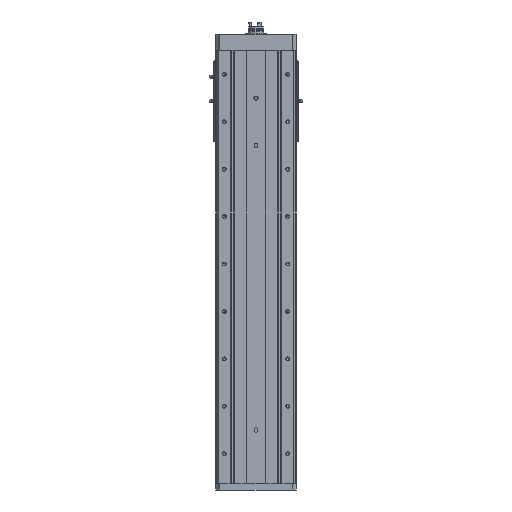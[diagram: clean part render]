
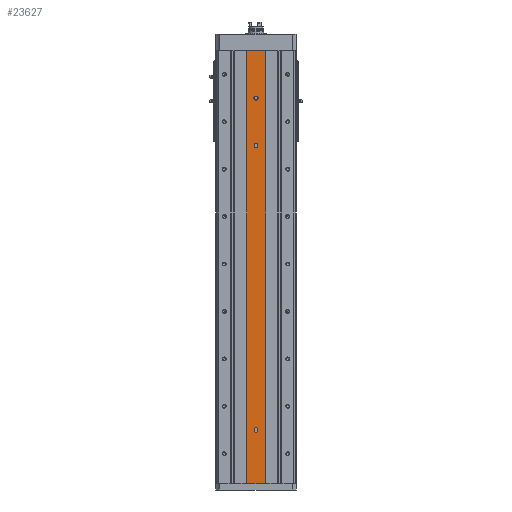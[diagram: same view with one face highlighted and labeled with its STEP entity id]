
A CAD part, front view. The second image highlights one B-rep face of the part: STEP entity #23627.
In plain terms, the highlighted planar face has unit normal (0, -1, 0).
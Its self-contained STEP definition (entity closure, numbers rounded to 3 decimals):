
#256=PLANE('',#25134);
#861=LINE('',#34396,#2255);
#943=LINE('',#34661,#2337);
#1082=LINE('',#35063,#2476);
#1083=LINE('',#35068,#2477);
#1084=LINE('',#35072,#2478);
#1085=LINE('',#35076,#2479);
#1086=LINE('',#35080,#2480);
#1087=LINE('',#35083,#2481);
#2255=VECTOR('',#27811,1000.);
#2337=VECTOR('',#28029,1000.);
#2476=VECTOR('',#28478,1000.);
#2477=VECTOR('',#28483,1000.);
#2478=VECTOR('',#28486,1000.);
#2479=VECTOR('',#28489,1000.);
#2480=VECTOR('',#28492,1000.);
#2481=VECTOR('',#28495,1000.);
#5059=ORIENTED_EDGE('',*,*,#10363,.T.);
#5060=ORIENTED_EDGE('',*,*,#10364,.T.);
#5061=ORIENTED_EDGE('',*,*,#10365,.T.);
#5062=ORIENTED_EDGE('',*,*,#10366,.T.);
#5063=ORIENTED_EDGE('',*,*,#10367,.T.);
#5064=ORIENTED_EDGE('',*,*,#10368,.T.);
#5065=ORIENTED_EDGE('',*,*,#10369,.T.);
#5066=ORIENTED_EDGE('',*,*,#10370,.T.);
#5067=ORIENTED_EDGE('',*,*,#10371,.F.);
#5068=ORIENTED_EDGE('',*,*,#10150,.F.);
#5069=ORIENTED_EDGE('',*,*,#10362,.F.);
#5070=ORIENTED_EDGE('',*,*,#10013,.T.);
#5071=ORIENTED_EDGE('',*,*,#10372,.T.);
#10013=EDGE_CURVE('',#12747,#12746,#861,.T.);
#10150=EDGE_CURVE('',#12861,#12862,#943,.T.);
#10362=EDGE_CURVE('',#12747,#12861,#1082,.T.);
#10363=EDGE_CURVE('',#12970,#12971,#14635,.F.);
#10364=EDGE_CURVE('',#12971,#12972,#1083,.T.);
#10365=EDGE_CURVE('',#12972,#12973,#14636,.F.);
#10366=EDGE_CURVE('',#12973,#12970,#1084,.T.);
#10367=EDGE_CURVE('',#12974,#12975,#14637,.F.);
#10368=EDGE_CURVE('',#12975,#12976,#1085,.T.);
#10369=EDGE_CURVE('',#12976,#12977,#14638,.F.);
#10370=EDGE_CURVE('',#12977,#12974,#1086,.T.);
#10371=EDGE_CURVE('',#12978,#12978,#14639,.T.);
#10372=EDGE_CURVE('',#12746,#12862,#1087,.T.);
#12746=VERTEX_POINT('',#34395);
#12747=VERTEX_POINT('',#34397);
#12861=VERTEX_POINT('',#34660);
#12862=VERTEX_POINT('',#34662);
#12970=VERTEX_POINT('',#35066);
#12971=VERTEX_POINT('',#35067);
#12972=VERTEX_POINT('',#35069);
#12973=VERTEX_POINT('',#35071);
#12974=VERTEX_POINT('',#35074);
#12975=VERTEX_POINT('',#35075);
#12976=VERTEX_POINT('',#35077);
#12977=VERTEX_POINT('',#35079);
#12978=VERTEX_POINT('',#35082);
#14635=CIRCLE('',#25135,4.);
#14636=CIRCLE('',#25136,4.);
#14637=CIRCLE('',#25137,4.);
#14638=CIRCLE('',#25138,4.);
#14639=CIRCLE('',#25139,4.3);
#15783=EDGE_LOOP('',(#5059,#5060,#5061,#5062));
#15784=EDGE_LOOP('',(#5063,#5064,#5065,#5066));
#15785=EDGE_LOOP('',(#5067));
#15786=EDGE_LOOP('',(#5068,#5069,#5070,#5071));
#17335=FACE_BOUND('',#15783,.T.);
#17336=FACE_BOUND('',#15784,.T.);
#17337=FACE_BOUND('',#15785,.T.);
#17338=FACE_BOUND('',#15786,.T.);
#23627=ADVANCED_FACE('',(#17335,#17336,#17337,#17338),#256,.T.);
#25134=AXIS2_PLACEMENT_3D('',#35064,#28479,#28480);
#25135=AXIS2_PLACEMENT_3D('',#35065,#28481,#28482);
#25136=AXIS2_PLACEMENT_3D('',#35070,#28484,#28485);
#25137=AXIS2_PLACEMENT_3D('',#35073,#28487,#28488);
#25138=AXIS2_PLACEMENT_3D('',#35078,#28490,#28491);
#25139=AXIS2_PLACEMENT_3D('',#35081,#28493,#28494);
#27811=DIRECTION('',(1.,0.,0.));
#28029=DIRECTION('',(1.,0.,0.));
#28478=DIRECTION('',(0.,0.,1.));
#28479=DIRECTION('',(0.,-1.,0.));
#28480=DIRECTION('',(0.,0.,-1.));
#28481=DIRECTION('',(0.,-1.,0.));
#28482=DIRECTION('',(0.,0.,-1.));
#28483=DIRECTION('',(0.,0.,1.));
#28484=DIRECTION('',(0.,-1.,0.));
#28485=DIRECTION('',(0.,0.,-1.));
#28486=DIRECTION('',(0.,0.,-1.));
#28487=DIRECTION('',(0.,-1.,0.));
#28488=DIRECTION('',(0.,0.,-1.));
#28489=DIRECTION('',(0.,0.,1.));
#28490=DIRECTION('',(0.,-1.,0.));
#28491=DIRECTION('',(0.,0.,-1.));
#28492=DIRECTION('',(0.,0.,-1.));
#28493=DIRECTION('',(0.,-1.,0.));
#28494=DIRECTION('',(0.,0.,-1.));
#28495=DIRECTION('',(0.,0.,1.));
#34395=CARTESIAN_POINT('',(19.379,0.5,-913.));
#34396=CARTESIAN_POINT('',(-19.379,0.5,-913.));
#34397=CARTESIAN_POINT('',(-19.379,0.5,-913.));
#34660=CARTESIAN_POINT('',(-19.379,0.5,0.));
#34661=CARTESIAN_POINT('',(-19.379,0.5,0.));
#34662=CARTESIAN_POINT('',(19.379,0.5,0.));
#35063=CARTESIAN_POINT('',(-19.379,0.5,-913.));
#35064=CARTESIAN_POINT('',(-19.379,0.5,-913.));
#35065=CARTESIAN_POINT('',(0.,0.5,-801.));
#35066=CARTESIAN_POINT('',(4.,0.5,-801.));
#35067=CARTESIAN_POINT('',(-4.,0.5,-801.));
#35068=CARTESIAN_POINT('',(-4.,0.5,-913.));
#35069=CARTESIAN_POINT('',(-4.,0.5,-799.));
#35070=CARTESIAN_POINT('',(0.,0.5,-799.));
#35071=CARTESIAN_POINT('',(4.,0.5,-799.));
#35072=CARTESIAN_POINT('',(4.,0.5,-913.));
#35073=CARTESIAN_POINT('',(0.,0.5,-201.));
#35074=CARTESIAN_POINT('',(4.,0.5,-201.));
#35075=CARTESIAN_POINT('',(-4.,0.5,-201.));
#35076=CARTESIAN_POINT('',(-4.,0.5,-913.));
#35077=CARTESIAN_POINT('',(-4.,0.5,-199.));
#35078=CARTESIAN_POINT('',(0.,0.5,-199.));
#35079=CARTESIAN_POINT('',(4.,0.5,-199.));
#35080=CARTESIAN_POINT('',(4.,0.5,-913.));
#35081=CARTESIAN_POINT('',(0.,0.5,-100.));
#35082=CARTESIAN_POINT('',(0.,0.5,-104.3));
#35083=CARTESIAN_POINT('',(19.379,0.5,-913.));
